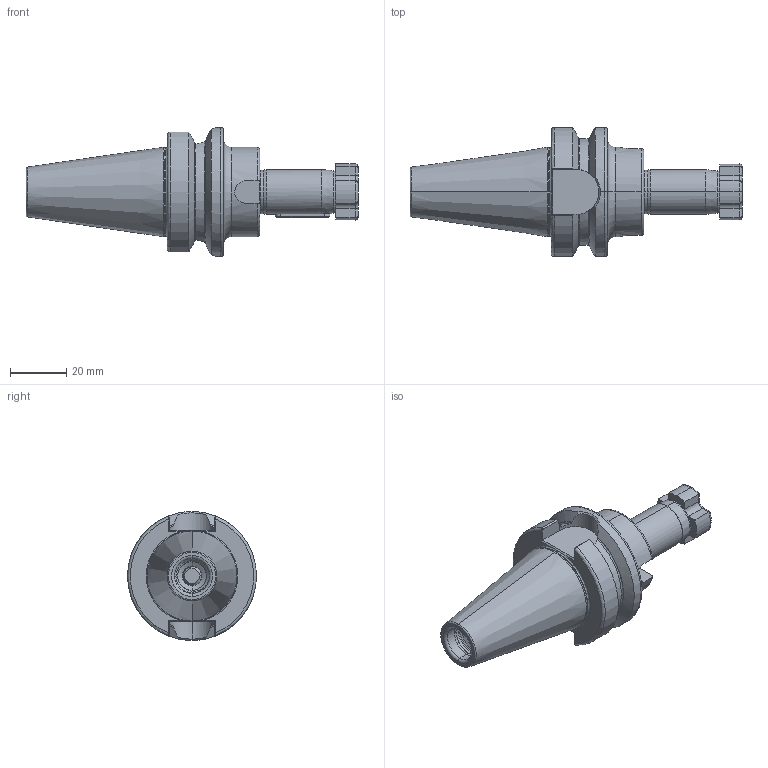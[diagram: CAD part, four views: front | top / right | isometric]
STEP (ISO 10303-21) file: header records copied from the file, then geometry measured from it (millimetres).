
FILE_DESCRIPTION (( 'STEP AP203' ), '1' );
FILE_NAME ('305.10.16.STEP', '2016-11-26T01:19:59', ( '' ), ( '' ), 'SwSTEP 2.0', 'SolidWorks 2012', '' );
FILE_SCHEMA (( 'CONFIG_CONTROL_DESIGN' ));
Length unit declared in the file: millimetre
Products named in the file (4): 305.10.16; 十字螺絲FMB16; SC16用鍵_4x4x20L
Assembly tree (3 placements, depth 2):
  305.10.16
    305.10.16
    十字螺絲FMB16
    SC16用鍵_4x4x20L
Bounding box: 118.4 x 46 x 46 mm (x, y, z)
Volume: 62770.9 mm3; surface area: 18422.7 mm2
Topology: 3 solids, 3 shells, 289 faces, 750 edges, 469 vertices
Faces by surface type: cylinder 129, plane 59, torus 45, cone 35, bspline 21
Entity records: 17453 total; most frequent: CARTESIAN_POINT 10645, ORIENTED_EDGE 1500, DIRECTION 1204, EDGE_CURVE 750, VERTEX_POINT 469, AXIS2_PLACEMENT_3D 469, EDGE_LOOP 295, ADVANCED_FACE 289
